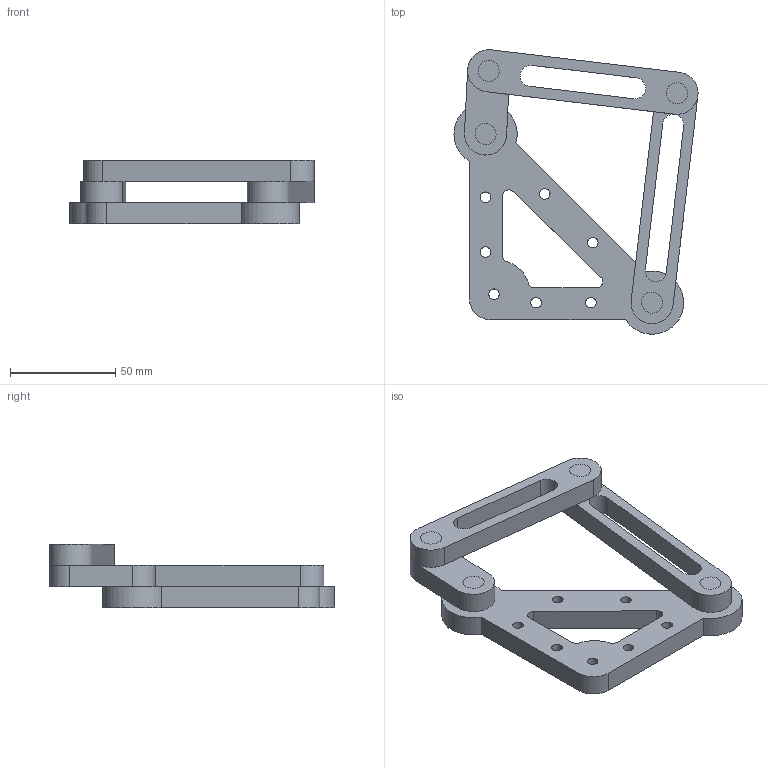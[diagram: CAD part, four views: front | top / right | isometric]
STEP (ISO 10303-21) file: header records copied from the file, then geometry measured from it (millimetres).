
FILE_DESCRIPTION(/* description */ (''),/* implementation_level */ '2;1');
FILE_NAME(/* name */ 'Rocker Arm mechanism.step',/* time_stamp */ '2025-06-18T20:53:53+05:30',/* author */ (''),/* organization */ (''),/* preprocessor_version */ 'ST-DEVELOPER v20.1',/* originating_system */ 'Autodesk Translation Framework v14.4.0.0',/* authorisation */ '');
FILE_SCHEMA (('AUTOMOTIVE_DESIGN { 1 0 10303 214 3 1 1 }'));
Length unit declared in the file: millimetre
Products named in the file (9): Assignment3 1st design; Component2; Component3; Component4; Component5; Component6; Component7; Component8; Component1
Assembly tree (8 placements, depth 2):
  Assignment3 1st design
    Component2
    Component3
    Component4
    Component5
    Component6
    Component7
    Component8
    Component1
Bounding box: 115.84 x 134.95 x 30 mm (x, y, z)
Volume: 87742.8 mm3; surface area: 37524.9 mm2
Topology: 8 solids, 8 shells, 69 faces, 159 edges, 106 vertices
Faces by surface type: cylinder 37, plane 32
Full cylindrical faces by diameter (mm): 5 x7, 10 x12
Entity records: 2377 total; most frequent: DIRECTION 407, CARTESIAN_POINT 352, ORIENTED_EDGE 318, AXIS2_PLACEMENT_3D 161, EDGE_CURVE 159, VERTEX_POINT 106, EDGE_LOOP 105, LINE 85
